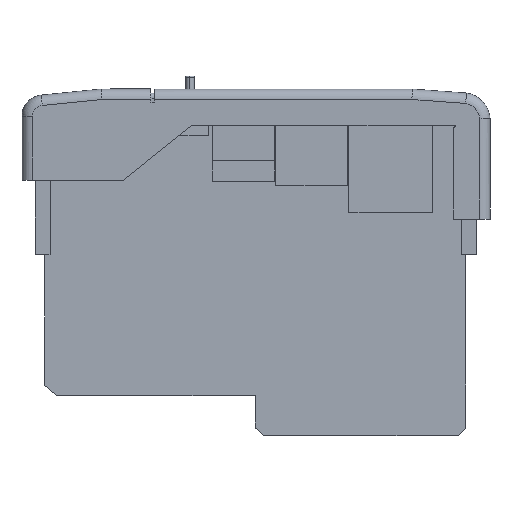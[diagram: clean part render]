
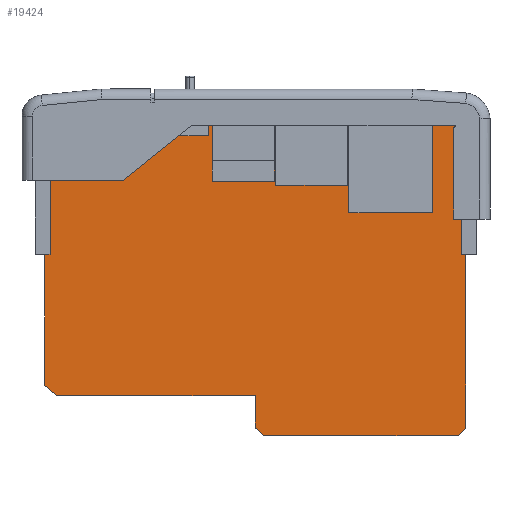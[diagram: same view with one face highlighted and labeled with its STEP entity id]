
A CAD part, left-side view. The second image highlights one B-rep face of the part: STEP entity #19424.
In plain terms, the highlighted planar face has unit normal (-1, 0, 0).
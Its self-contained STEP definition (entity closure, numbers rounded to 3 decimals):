
#677 = ORIENTED_EDGE ( 'NONE', *, *, #2976, .F. ) ;
#725 = DIRECTION ( 'NONE',  ( 0., 0., 1. ) ) ;
#757 = LINE ( 'NONE', #8879, #9468 ) ;
#1043 = EDGE_CURVE ( 'NONE', #19353, #9142, #1292, .T. ) ;
#1292 = LINE ( 'NONE', #13779, #9482 ) ;
#1317 = EDGE_CURVE ( 'NONE', #11125, #19075, #757, .T. ) ;
#2690 = CARTESIAN_POINT ( 'NONE',  ( 24.783, 30.486, 3.423 ) ) ;
#2752 = CARTESIAN_POINT ( 'NONE',  ( 24.783, 4.633, -60.077 ) ) ;
#2976 = EDGE_CURVE ( 'NONE', #15150, #19428, #5091, .T. ) ;
#3129 = EDGE_LOOP ( 'NONE', ( #18192, #16377, #5040, #5418, #9821, #677, #4204, #10396, #7452, #19238, #13813 ) ) ;
#3179 = DIRECTION ( 'NONE',  ( 0., 0.757, 0.653 ) ) ;
#3371 = EDGE_CURVE ( 'NONE', #8725, #15150, #14859, .T. ) ;
#3475 = VECTOR ( 'NONE', #16914, 1000. ) ;
#3686 = DIRECTION ( 'NONE',  ( 0., 0.703, -0.711 ) ) ;
#4204 = ORIENTED_EDGE ( 'NONE', *, *, #3371, .F. ) ;
#4420 = VECTOR ( 'NONE', #3179, 1000. ) ;
#4582 = CARTESIAN_POINT ( 'NONE',  ( 24.783, -34.384, -61.577 ) ) ;
#4762 = EDGE_CURVE ( 'NONE', #9622, #19353, #12449, .T. ) ;
#4931 = LINE ( 'NONE', #8018, #4420 ) ;
#5040 = ORIENTED_EDGE ( 'NONE', *, *, #1043, .F. ) ;
#5091 = LINE ( 'NONE', #10216, #13327 ) ;
#5214 = DIRECTION ( 'NONE',  ( 0., 0., -1. ) ) ;
#5377 = DIRECTION ( 'NONE',  ( 0., -0.996, 0.085 ) ) ;
#5418 = ORIENTED_EDGE ( 'NONE', *, *, #4762, .F. ) ;
#5509 = VECTOR ( 'NONE', #11576, 1000. ) ;
#6004 = CARTESIAN_POINT ( 'NONE',  ( 24.783, 2.766, -61.577 ) ) ;
#6021 = LINE ( 'NONE', #16267, #5509 ) ;
#6102 = LINE ( 'NONE', #6209, #18708 ) ;
#6107 = EDGE_CURVE ( 'NONE', #19075, #18874, #20086, .T. ) ;
#6209 = CARTESIAN_POINT ( 'NONE',  ( 24.783, -17.159, 3.423 ) ) ;
#6210 = DIRECTION ( 'NONE',  ( -1., 0., 0. ) ) ;
#6719 = CARTESIAN_POINT ( 'NONE',  ( 24.783, 2.766, -61.577 ) ) ;
#7008 = CARTESIAN_POINT ( 'NONE',  ( 24.783, 45.133, 2.173 ) ) ;
#7452 = ORIENTED_EDGE ( 'NONE', *, *, #13731, .F. ) ;
#8018 = CARTESIAN_POINT ( 'NONE',  ( 24.783, 45.133, -51.827 ) ) ;
#8318 = DIRECTION ( 'NONE',  ( 0., 0.78, 0.626 ) ) ;
#8444 = CARTESIAN_POINT ( 'NONE',  ( 24.783, 45.133, 2.173 ) ) ;
#8725 = VERTEX_POINT ( 'NONE', #13782 ) ;
#8879 = CARTESIAN_POINT ( 'NONE',  ( 24.783, 45.133, 2.173 ) ) ;
#9142 = VERTEX_POINT ( 'NONE', #20157 ) ;
#9468 = VECTOR ( 'NONE', #725, 1000. ) ;
#9482 = VECTOR ( 'NONE', #15440, 1000. ) ;
#9622 = VERTEX_POINT ( 'NONE', #6719 ) ;
#9821 = ORIENTED_EDGE ( 'NONE', *, *, #9939, .F. ) ;
#9939 = EDGE_CURVE ( 'NONE', #19428, #9622, #16541, .T. ) ;
#9995 = CARTESIAN_POINT ( 'NONE',  ( 24.783, -35.867, -60.077 ) ) ;
#10087 = CARTESIAN_POINT ( 'NONE',  ( 24.783, -35.867, -60.077 ) ) ;
#10216 = CARTESIAN_POINT ( 'NONE',  ( 24.783, -34.384, -61.577 ) ) ;
#10396 = ORIENTED_EDGE ( 'NONE', *, *, #12938, .F. ) ;
#10788 = AXIS2_PLACEMENT_3D ( 'NONE', #16091, #6210, #17731 ) ;
#10812 = VECTOR ( 'NONE', #5377, 1000. ) ;
#11125 = VERTEX_POINT ( 'NONE', #13419 ) ;
#11576 = DIRECTION ( 'NONE',  ( 0., -1., 0. ) ) ;
#12449 = LINE ( 'NONE', #19839, #16807 ) ;
#12812 = CARTESIAN_POINT ( 'NONE',  ( 24.783, 42.816, -53.827 ) ) ;
#12938 = EDGE_CURVE ( 'NONE', #17884, #8725, #6102, .T. ) ;
#13327 = VECTOR ( 'NONE', #3686, 1000. ) ;
#13419 = CARTESIAN_POINT ( 'NONE',  ( 24.783, 45.133, -51.827 ) ) ;
#13731 = EDGE_CURVE ( 'NONE', #18874, #17884, #6021, .T. ) ;
#13779 = CARTESIAN_POINT ( 'NONE',  ( 24.783, 4.633, -53.827 ) ) ;
#13782 = CARTESIAN_POINT ( 'NONE',  ( 24.783, -35.867, 2.173 ) ) ;
#13813 = ORIENTED_EDGE ( 'NONE', *, *, #1317, .F. ) ;
#14537 = EDGE_CURVE ( 'NONE', #19978, #11125, #4931, .T. ) ;
#14859 = LINE ( 'NONE', #10087, #18700 ) ;
#15150 = VERTEX_POINT ( 'NONE', #9995 ) ;
#15440 = DIRECTION ( 'NONE',  ( 0., 0., 1. ) ) ;
#15944 = DIRECTION ( 'NONE',  ( 0., 1., 0. ) ) ;
#16079 = LINE ( 'NONE', #20321, #3475 ) ;
#16091 = CARTESIAN_POINT ( 'NONE',  ( 24.783, -2.964, -93.346 ) ) ;
#16267 = CARTESIAN_POINT ( 'NONE',  ( 24.783, 30.486, 3.423 ) ) ;
#16377 = ORIENTED_EDGE ( 'NONE', *, *, #17172, .F. ) ;
#16541 = LINE ( 'NONE', #6004, #20432 ) ;
#16632 = CARTESIAN_POINT ( 'NONE',  ( 24.783, -17.159, 3.423 ) ) ;
#16807 = VECTOR ( 'NONE', #8318, 1000. ) ;
#16914 = DIRECTION ( 'NONE',  ( 0., 1., 0. ) ) ;
#17172 = EDGE_CURVE ( 'NONE', #9142, #19978, #16079, .T. ) ;
#17666 = PLANE ( 'NONE',  #10788 ) ;
#17730 = DIRECTION ( 'NONE',  ( 0., -0.998, -0.067 ) ) ;
#17731 = DIRECTION ( 'NONE',  ( 0., 0., 1. ) ) ;
#17884 = VERTEX_POINT ( 'NONE', #16632 ) ;
#18192 = ORIENTED_EDGE ( 'NONE', *, *, #14537, .F. ) ;
#18700 = VECTOR ( 'NONE', #5214, 1000. ) ;
#18708 = VECTOR ( 'NONE', #17730, 1000. ) ;
#18874 = VERTEX_POINT ( 'NONE', #2690 ) ;
#19075 = VERTEX_POINT ( 'NONE', #8444 ) ;
#19238 = ORIENTED_EDGE ( 'NONE', *, *, #6107, .F. ) ;
#19353 = VERTEX_POINT ( 'NONE', #2752 ) ;
#19424 = ADVANCED_FACE ( 'NONE', ( #20373 ), #17666, .T. ) ;
#19428 = VERTEX_POINT ( 'NONE', #4582 ) ;
#19839 = CARTESIAN_POINT ( 'NONE',  ( 24.783, 4.633, -60.077 ) ) ;
#19978 = VERTEX_POINT ( 'NONE', #12812 ) ;
#20086 = LINE ( 'NONE', #7008, #10812 ) ;
#20157 = CARTESIAN_POINT ( 'NONE',  ( 24.783, 4.633, -53.827 ) ) ;
#20321 = CARTESIAN_POINT ( 'NONE',  ( 24.783, 42.816, -53.827 ) ) ;
#20373 = FACE_OUTER_BOUND ( 'NONE', #3129, .T. ) ;
#20432 = VECTOR ( 'NONE', #15944, 1000. ) ;
